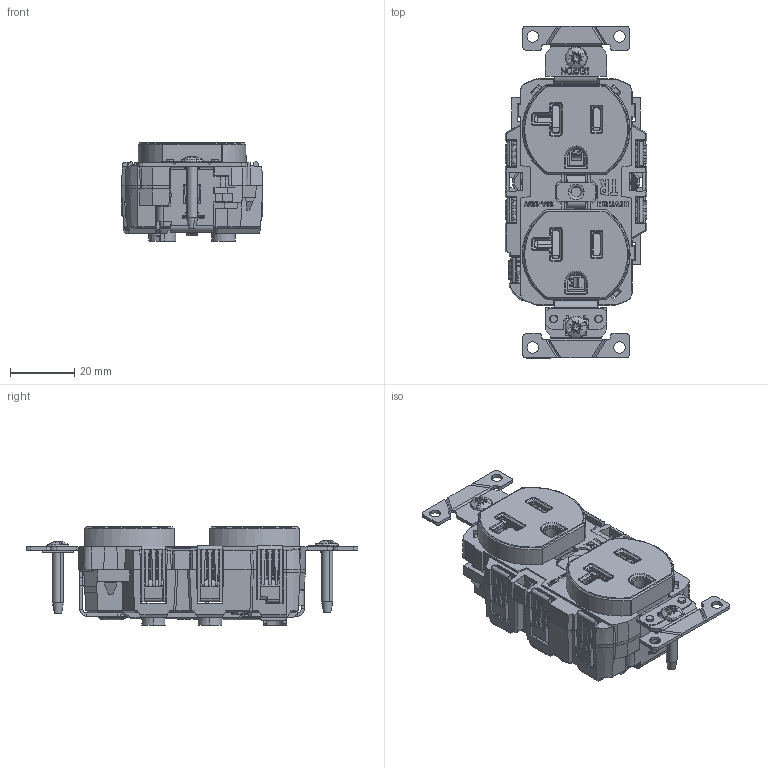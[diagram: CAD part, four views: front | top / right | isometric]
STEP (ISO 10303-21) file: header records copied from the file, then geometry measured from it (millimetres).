
FILE_DESCRIPTION (( 'STEP AP214' ), '1' );
FILE_NAME ('ORC5546-M01-20A TR.STEP', '2024-10-28T14:43:56', ( '' ), ( '' ), 'SwSTEP 2.0', 'SolidWorks 2024', '' );
FILE_SCHEMA (( 'AUTOMOTIVE_DESIGN' ));
Products named in the file (1): ORC5546-M01-20A  TR
Bounding box: 44.07 x 103.17 x 30.6 mm (x, y, z)
Surface area: 24724 mm2 (no closed solid volume)
Topology: 0 solids, 61 shells, 2711 faces, 10725 edges, 7839 vertices
Faces by surface type: plane 1776, bspline 411, cylinder 382, cone 91, torus 38, sphere 13
Entity records: 131711 total; most frequent: CARTESIAN_POINT 49691, ORIENTED_EDGE 16258, DIRECTION 14501, EDGE_CURVE 10721, VERTEX_POINT 7839, VECTOR 7819, LINE 7819, AXIS2_PLACEMENT_3D 3341
